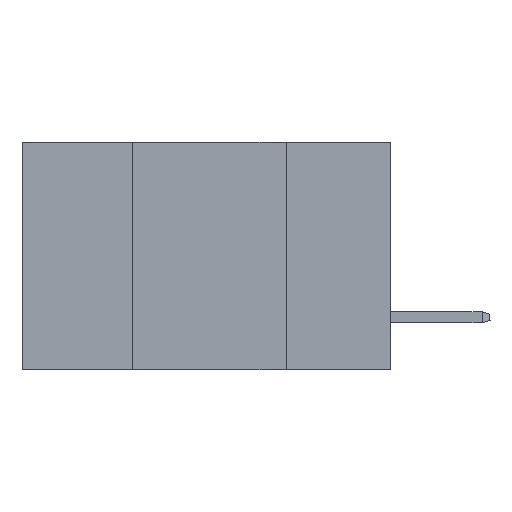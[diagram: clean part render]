
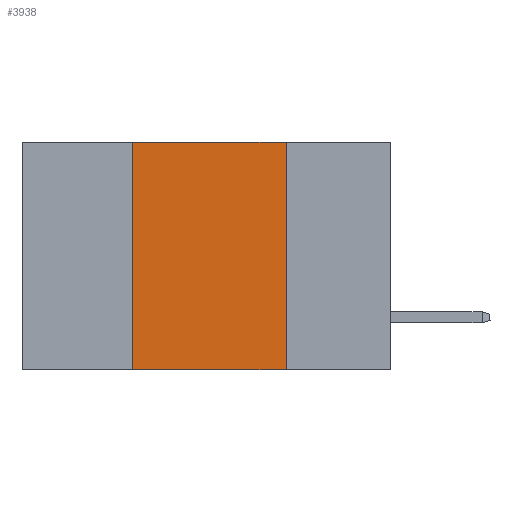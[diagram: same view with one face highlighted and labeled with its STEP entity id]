
A CAD part, left-side view. The second image highlights one B-rep face of the part: STEP entity #3938.
In plain terms, the highlighted planar face has unit normal (-1, 0, 0).
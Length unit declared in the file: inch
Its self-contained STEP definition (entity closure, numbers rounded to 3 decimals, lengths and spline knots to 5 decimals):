
#353 = ORIENTED_EDGE ( 'NONE', *, *, #5871, .F. ) ;
#532 = DIRECTION ( 'NONE',  ( 1., 0., 0. ) ) ;
#615 = ORIENTED_EDGE ( 'NONE', *, *, #3000, .F. ) ;
#1720 = ORIENTED_EDGE ( 'NONE', *, *, #15293, .F. ) ;
#1798 = LINE ( 'NONE', #4649, #5186 ) ;
#1874 = VERTEX_POINT ( 'NONE', #6070 ) ;
#1986 = CARTESIAN_POINT ( 'NONE',  ( 0., 0.6, 0. ) ) ;
#2166 = CARTESIAN_POINT ( 'NONE',  ( 0., 0.42, 0. ) ) ;
#2601 = PLANE ( 'NONE',  #5626 ) ;
#3000 = EDGE_CURVE ( 'NONE', #16422, #8772, #1798, .T. ) ;
#3428 = DIRECTION ( 'NONE',  ( 0., -1., 0. ) ) ;
#3938 = ADVANCED_FACE ( 'NONE', ( #15119 ), #2601, .F. ) ;
#4649 = CARTESIAN_POINT ( 'NONE',  ( 0., 0.6, 0. ) ) ;
#4760 = DIRECTION ( 'NONE',  ( 0., 0., -1. ) ) ;
#5186 = VECTOR ( 'NONE', #3428, 39.37008 ) ;
#5325 = DIRECTION ( 'NONE',  ( 0., -1., 0. ) ) ;
#5626 = AXIS2_PLACEMENT_3D ( 'NONE', #1986, #532, #7792 ) ;
#5871 = EDGE_CURVE ( 'NONE', #8772, #1874, #7040, .T. ) ;
#6070 = CARTESIAN_POINT ( 'NONE',  ( 0., 0.17, -0.37 ) ) ;
#6969 = CARTESIAN_POINT ( 'NONE',  ( 0., 0.17, 0. ) ) ;
#7040 = LINE ( 'NONE', #12288, #16579 ) ;
#7792 = DIRECTION ( 'NONE',  ( 0., 0., -1. ) ) ;
#8057 = ORIENTED_EDGE ( 'NONE', *, *, #14823, .T. ) ;
#8772 = VERTEX_POINT ( 'NONE', #6969 ) ;
#8800 = CARTESIAN_POINT ( 'NONE',  ( 0., 0.42, -0.37 ) ) ;
#8865 = VECTOR ( 'NONE', #5325, 39.37008 ) ;
#8956 = CARTESIAN_POINT ( 'NONE',  ( 0., 0.42, 0. ) ) ;
#11589 = DIRECTION ( 'NONE',  ( 0., 0., 1. ) ) ;
#11820 = CARTESIAN_POINT ( 'NONE',  ( 0., 0.6, -0.37 ) ) ;
#12288 = CARTESIAN_POINT ( 'NONE',  ( 0., 0.17, 0. ) ) ;
#13062 = LINE ( 'NONE', #2166, #13430 ) ;
#13430 = VECTOR ( 'NONE', #11589, 39.37008 ) ;
#14174 = EDGE_LOOP ( 'NONE', ( #353, #615, #1720, #8057 ) ) ;
#14823 = EDGE_CURVE ( 'NONE', #15785, #1874, #15032, .T. ) ;
#15032 = LINE ( 'NONE', #11820, #8865 ) ;
#15119 = FACE_OUTER_BOUND ( 'NONE', #14174, .T. ) ;
#15293 = EDGE_CURVE ( 'NONE', #15785, #16422, #13062, .T. ) ;
#15785 = VERTEX_POINT ( 'NONE', #8800 ) ;
#16422 = VERTEX_POINT ( 'NONE', #8956 ) ;
#16579 = VECTOR ( 'NONE', #4760, 39.37008 ) ;
